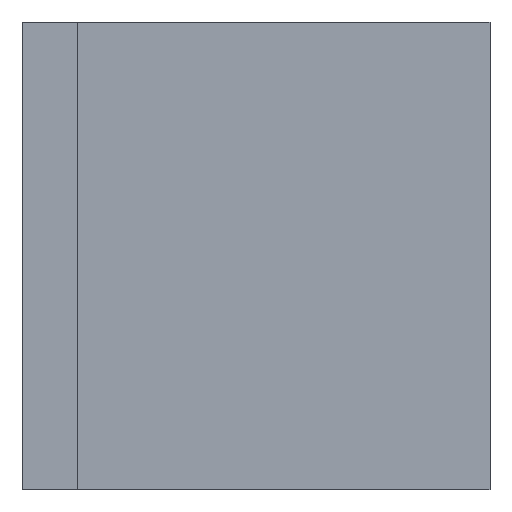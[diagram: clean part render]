
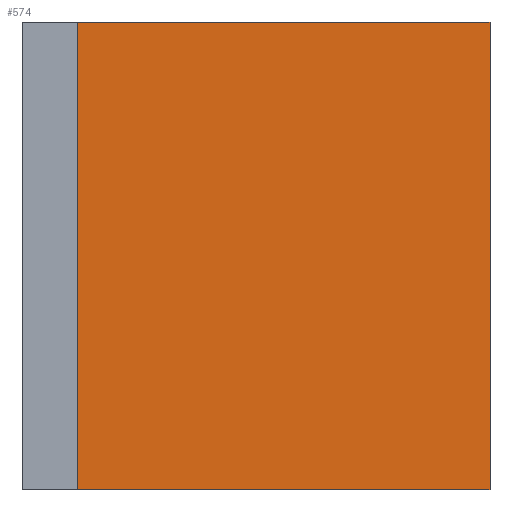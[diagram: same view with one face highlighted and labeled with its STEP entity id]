
A CAD part, left-side view. The second image highlights one B-rep face of the part: STEP entity #574.
In plain terms, the highlighted planar face has unit normal (-1, 0, 0).
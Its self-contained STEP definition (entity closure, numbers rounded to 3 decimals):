
#14 = CARTESIAN_POINT ( 'NONE',  ( -25.4, 0., 0. ) ) ;
#15 = CARTESIAN_POINT ( 'NONE',  ( -25.4, -12.7, 12.7 ) ) ;
#22 = PLANE ( 'NONE',  #284 ) ;
#46 = EDGE_CURVE ( 'NONE', #183, #320, #102, .T. ) ;
#52 = DIRECTION ( 'NONE',  ( 0., -1., 0. ) ) ;
#63 = LINE ( 'NONE', #14, #611 ) ;
#82 = LINE ( 'NONE', #309, #117 ) ;
#102 = LINE ( 'NONE', #15, #246 ) ;
#103 = ORIENTED_EDGE ( 'NONE', *, *, #427, .F. ) ;
#116 = DIRECTION ( 'NONE',  ( 0., 0., -1. ) ) ;
#117 = VECTOR ( 'NONE', #52, 1000. ) ;
#119 = DIRECTION ( 'NONE',  ( 0., 0., -1. ) ) ;
#183 = VERTEX_POINT ( 'NONE', #229 ) ;
#204 = ORIENTED_EDGE ( 'NONE', *, *, #527, .F. ) ;
#211 = DIRECTION ( 'NONE',  ( 1., 0., 0. ) ) ;
#215 = CARTESIAN_POINT ( 'NONE',  ( -25.4, -1.5, 12.7 ) ) ;
#229 = CARTESIAN_POINT ( 'NONE',  ( -25.4, -12.7, 12.7 ) ) ;
#244 = CARTESIAN_POINT ( 'NONE',  ( -25.4, -1.5, 0. ) ) ;
#246 = VECTOR ( 'NONE', #116, 1000. ) ;
#284 = AXIS2_PLACEMENT_3D ( 'NONE', #359, #211, #119 ) ;
#309 = CARTESIAN_POINT ( 'NONE',  ( -25.4, 0., 12.7 ) ) ;
#320 = VERTEX_POINT ( 'NONE', #480 ) ;
#331 = LINE ( 'NONE', #610, #587 ) ;
#359 = CARTESIAN_POINT ( 'NONE',  ( -25.4, 0., 12.7 ) ) ;
#407 = FACE_OUTER_BOUND ( 'NONE', #591, .T. ) ;
#427 = EDGE_CURVE ( 'NONE', #578, #183, #82, .T. ) ;
#442 = VERTEX_POINT ( 'NONE', #244 ) ;
#447 = ORIENTED_EDGE ( 'NONE', *, *, #46, .F. ) ;
#461 = EDGE_CURVE ( 'NONE', #442, #320, #63, .T. ) ;
#480 = CARTESIAN_POINT ( 'NONE',  ( -25.4, -12.7, 0. ) ) ;
#493 = DIRECTION ( 'NONE',  ( 0., -1., 0. ) ) ;
#509 = DIRECTION ( 'NONE',  ( 0., 0., 1. ) ) ;
#527 = EDGE_CURVE ( 'NONE', #442, #578, #331, .T. ) ;
#574 = ADVANCED_FACE ( 'NONE', ( #407 ), #22, .F. ) ;
#578 = VERTEX_POINT ( 'NONE', #215 ) ;
#587 = VECTOR ( 'NONE', #509, 1000. ) ;
#591 = EDGE_LOOP ( 'NONE', ( #103, #204, #623, #447 ) ) ;
#610 = CARTESIAN_POINT ( 'NONE',  ( -25.4, -1.5, -9.568 ) ) ;
#611 = VECTOR ( 'NONE', #493, 1000. ) ;
#623 = ORIENTED_EDGE ( 'NONE', *, *, #461, .T. ) ;
